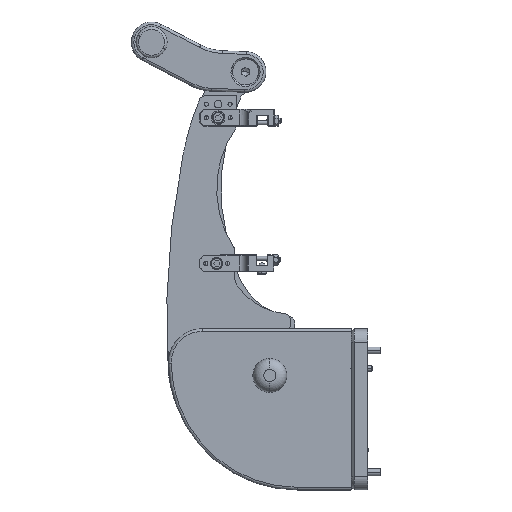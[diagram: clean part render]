
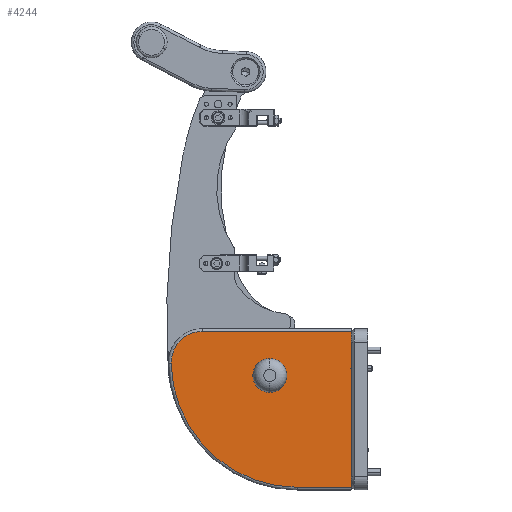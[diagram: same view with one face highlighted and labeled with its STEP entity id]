
A CAD part, left-side view. The second image highlights one B-rep face of the part: STEP entity #4244.
In plain terms, the highlighted face is planar.
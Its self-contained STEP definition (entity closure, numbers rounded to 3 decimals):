
#237 = AXIS2_PLACEMENT_3D ( 'NONE', #16244, #23073, #12236 ) ;
#675 = CARTESIAN_POINT ( 'NONE',  ( -40., 117., -12. ) ) ;
#2736 = ORIENTED_EDGE ( 'NONE', *, *, #9007, .T. ) ;
#3111 = EDGE_CURVE ( 'NONE', #26091, #15997, #9228, .T. ) ;
#3719 = VERTEX_POINT ( 'NONE', #675 ) ;
#4244 = ADVANCED_FACE ( 'NONE', ( #5979 ), #27979, .F. ) ;
#4259 = VECTOR ( 'NONE', #11875, 1000. ) ;
#4560 = DIRECTION ( 'NONE',  ( -1., 0., 0. ) ) ;
#5367 = DIRECTION ( 'NONE',  ( 0., 0., -1. ) ) ;
#5979 = FACE_OUTER_BOUND ( 'NONE', #28202, .T. ) ;
#7621 = ORIENTED_EDGE ( 'NONE', *, *, #14891, .T. ) ;
#7684 = CARTESIAN_POINT ( 'NONE',  ( 0., 0., -12. ) ) ;
#7864 = VERTEX_POINT ( 'NONE', #17211 ) ;
#9007 = EDGE_CURVE ( 'NONE', #26091, #11307, #24754, .T. ) ;
#9228 = LINE ( 'NONE', #7684, #10993 ) ;
#9810 = CARTESIAN_POINT ( 'NONE',  ( -0.6, 117., -12. ) ) ;
#9860 = CARTESIAN_POINT ( 'NONE',  ( -40., 23.993, -12. ) ) ;
#10993 = VECTOR ( 'NONE', #23441, 1000. ) ;
#11307 = VERTEX_POINT ( 'NONE', #13617 ) ;
#11875 = DIRECTION ( 'NONE',  ( 1., 0., 0. ) ) ;
#12236 = DIRECTION ( 'NONE',  ( 1., 0., 0. ) ) ;
#13184 = CARTESIAN_POINT ( 'NONE',  ( 0., 2., -12. ) ) ;
#13617 = CARTESIAN_POINT ( 'NONE',  ( -110., 2., -12. ) ) ;
#14534 = EDGE_CURVE ( 'NONE', #11307, #7864, #27626, .T. ) ;
#14891 = EDGE_CURVE ( 'NONE', #3719, #15997, #20144, .T. ) ;
#15997 = VERTEX_POINT ( 'NONE', #19262 ) ;
#16244 = CARTESIAN_POINT ( 'NONE',  ( -110., 25., -12. ) ) ;
#16796 = AXIS2_PLACEMENT_3D ( 'NONE', #16881, #18854, #19146 ) ;
#16881 = CARTESIAN_POINT ( 'NONE',  ( -40., 23.993, -12. ) ) ;
#17211 = CARTESIAN_POINT ( 'NONE',  ( -132.998, 25.331, -12. ) ) ;
#17222 = ORIENTED_EDGE ( 'NONE', *, *, #3111, .F. ) ;
#17363 = ORIENTED_EDGE ( 'NONE', *, *, #14534, .T. ) ;
#18586 = ORIENTED_EDGE ( 'NONE', *, *, #25848, .T. ) ;
#18854 = DIRECTION ( 'NONE',  ( 0., 0., 1. ) ) ;
#19146 = DIRECTION ( 'NONE',  ( 1., 0., 0. ) ) ;
#19262 = CARTESIAN_POINT ( 'NONE',  ( 0., 117., -12. ) ) ;
#20144 = LINE ( 'NONE', #9810, #4259 ) ;
#23073 = DIRECTION ( 'NONE',  ( 0., 0., -1. ) ) ;
#23170 = CIRCLE ( 'NONE', #29216, 93.007 ) ;
#23436 = DIRECTION ( 'NONE',  ( 1., 0., 0. ) ) ;
#23441 = DIRECTION ( 'NONE',  ( 0., 1., 0. ) ) ;
#24374 = VECTOR ( 'NONE', #4560, 1000. ) ;
#24754 = LINE ( 'NONE', #26898, #24374 ) ;
#25848 = EDGE_CURVE ( 'NONE', #7864, #3719, #23170, .T. ) ;
#26091 = VERTEX_POINT ( 'NONE', #13184 ) ;
#26898 = CARTESIAN_POINT ( 'NONE',  ( -110., 2., -12. ) ) ;
#27626 = CIRCLE ( 'NONE', #237, 23. ) ;
#27979 = PLANE ( 'NONE',  #16796 ) ;
#28202 = EDGE_LOOP ( 'NONE', ( #17222, #2736, #17363, #18586, #7621 ) ) ;
#29216 = AXIS2_PLACEMENT_3D ( 'NONE', #9860, #5367, #23436 ) ;
